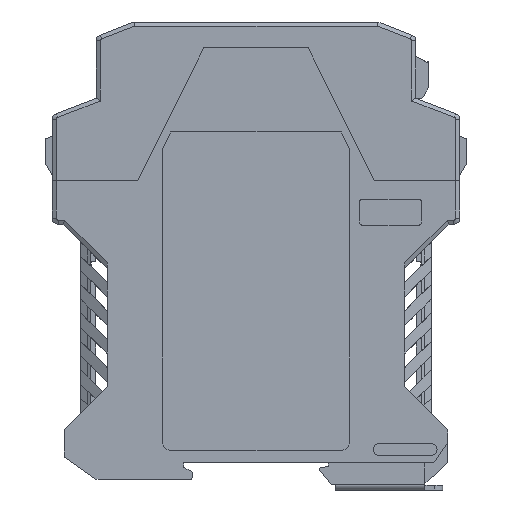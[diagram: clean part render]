
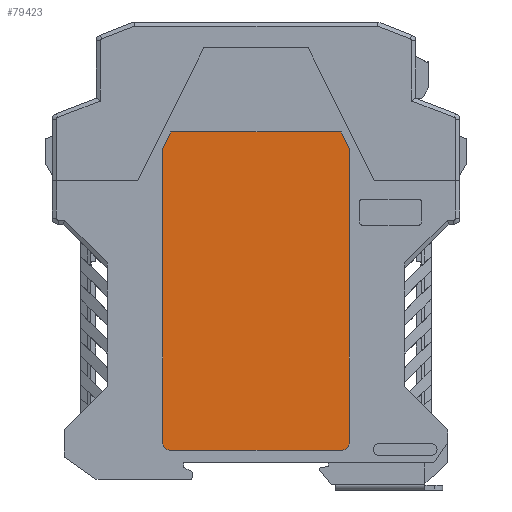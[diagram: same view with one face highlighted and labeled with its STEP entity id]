
A CAD part, left-side view. The second image highlights one B-rep face of the part: STEP entity #79423.
In plain terms, the highlighted face is planar.
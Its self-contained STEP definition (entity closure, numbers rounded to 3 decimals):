
#2245=CIRCLE('',#83848,2.);
#2246=CIRCLE('',#83849,2.);
#4075=VERTEX_POINT('',#109316);
#4076=VERTEX_POINT('',#109318);
#4077=VERTEX_POINT('',#109322);
#4078=VERTEX_POINT('',#109326);
#4079=VERTEX_POINT('',#109328);
#4080=VERTEX_POINT('',#109330);
#4081=VERTEX_POINT('',#109332);
#4082=VERTEX_POINT('',#109334);
#12381=VECTOR('',#90367,1.);
#12383=VECTOR('',#90370,1.);
#12384=VECTOR('',#90372,1.);
#12385=VECTOR('',#90373,1.);
#12386=VECTOR('',#90374,1.);
#12387=VECTOR('',#90377,1.);
#22951=LINE('',#109319,#12381);
#22953=LINE('',#109323,#12383);
#22954=LINE('',#109325,#12384);
#22955=LINE('',#109327,#12385);
#22956=LINE('',#109329,#12386);
#22957=LINE('',#109333,#12387);
#33577=EDGE_CURVE('',#4075,#4076,#22951,.T.);
#33579=EDGE_CURVE('',#4077,#4075,#22953,.T.);
#33580=EDGE_CURVE('',#4076,#4078,#22954,.T.);
#33581=EDGE_CURVE('',#4078,#4079,#22955,.T.);
#33582=EDGE_CURVE('',#4079,#4080,#22956,.T.);
#33583=EDGE_CURVE('',#4081,#4080,#2245,.T.);
#33584=EDGE_CURVE('',#4081,#4082,#22957,.T.);
#33585=EDGE_CURVE('',#4077,#4082,#2246,.T.);
#46679=ORIENTED_EDGE('',*,*,#33580,.T.);
#46680=ORIENTED_EDGE('',*,*,#33581,.T.);
#46681=ORIENTED_EDGE('',*,*,#33582,.T.);
#46682=ORIENTED_EDGE('',*,*,#33583,.F.);
#46683=ORIENTED_EDGE('',*,*,#33584,.T.);
#46684=ORIENTED_EDGE('',*,*,#33585,.F.);
#46685=ORIENTED_EDGE('',*,*,#33579,.T.);
#46686=ORIENTED_EDGE('',*,*,#33577,.T.);
#69928=EDGE_LOOP('',(#46679,#46680,#46681,#46682,#46683,#46684,#46685,#46686));
#74678=FACE_BOUND('',#69928,.T.);
#79423=ADVANCED_FACE('',(#74678),#133010,.T.);
#83847=AXIS2_PLACEMENT_3D('',#109324,#90371,$);
#83848=AXIS2_PLACEMENT_3D('',#109331,#90375,#90376);
#83849=AXIS2_PLACEMENT_3D('',#109335,#90378,#90379);
#90367=DIRECTION('',(0.447,0.894,0.));
#90370=DIRECTION('',(0.,1.,0.));
#90371=DIRECTION('',(0.,0.,-1.));
#90372=DIRECTION('',(1.,0.,0.));
#90373=DIRECTION('',(0.447,-0.894,0.));
#90374=DIRECTION('',(0.,-1.,0.));
#90375=DIRECTION('',(0.,0.,1.));
#90376=DIRECTION('',(2.,0.,0.));
#90377=DIRECTION('',(-1.,0.,0.));
#90378=DIRECTION('',(0.,0.,1.));
#90379=DIRECTION('',(2.,0.,0.));
#109316=CARTESIAN_POINT('',(-22.65,84.3,-11.1));
#109318=CARTESIAN_POINT('',(-20.65,88.3,-11.1));
#109319=CARTESIAN_POINT('',(-51.84,25.92,-11.1));
#109322=CARTESIAN_POINT('',(-22.65,13.,-11.1));
#109323=CARTESIAN_POINT('',(-22.65,0.,-11.1));
#109324=CARTESIAN_POINT('',(-34.89,74.275,-11.1));
#109325=CARTESIAN_POINT('',(0.,88.3,-11.1));
#109326=CARTESIAN_POINT('',(20.65,88.3,-11.1));
#109327=CARTESIAN_POINT('',(51.84,25.92,-11.1));
#109328=CARTESIAN_POINT('',(22.65,84.3,-11.1));
#109329=CARTESIAN_POINT('',(22.65,0.,-11.1));
#109330=CARTESIAN_POINT('',(22.65,13.,-11.1));
#109331=CARTESIAN_POINT('',(20.65,13.,-11.1));
#109332=CARTESIAN_POINT('',(20.65,11.,-11.1));
#109333=CARTESIAN_POINT('',(0.,11.,-11.1));
#109334=CARTESIAN_POINT('',(-20.65,11.,-11.1));
#109335=CARTESIAN_POINT('',(-20.65,13.,-11.1));
#133010=PLANE('',#83847);
